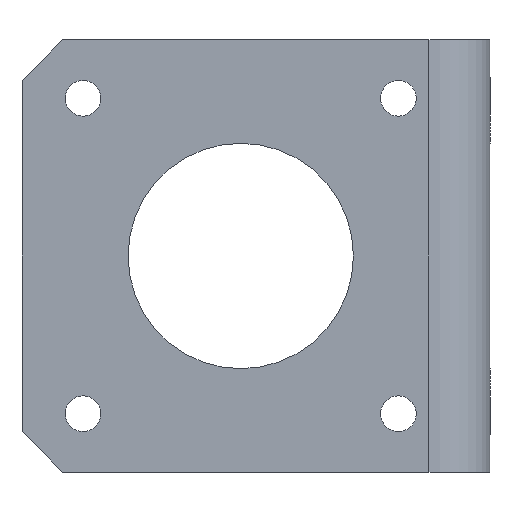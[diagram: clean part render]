
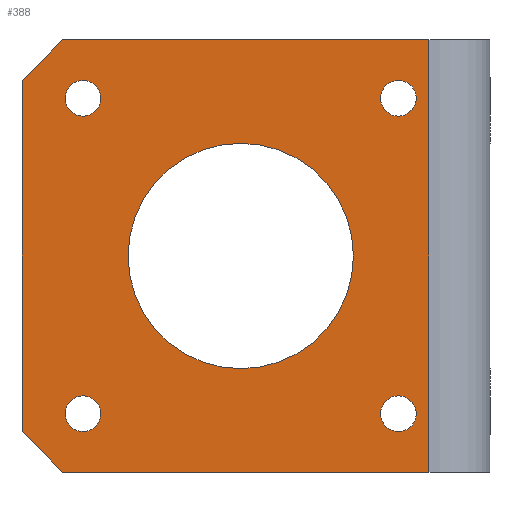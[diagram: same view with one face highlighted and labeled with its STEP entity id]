
A CAD part, front view. The second image highlights one B-rep face of the part: STEP entity #388.
In plain terms, the highlighted planar face has unit normal (0, -1, 0).
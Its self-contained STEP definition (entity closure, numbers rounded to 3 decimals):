
#26=FACE_BOUND('',#93,.T.);
#27=FACE_BOUND('',#94,.T.);
#28=FACE_BOUND('',#95,.T.);
#29=FACE_BOUND('',#96,.T.);
#30=FACE_BOUND('',#97,.T.);
#49=CIRCLE('',#414,11.075);
#50=CIRCLE('',#415,1.75);
#51=CIRCLE('',#416,1.75);
#52=CIRCLE('',#417,1.75);
#53=CIRCLE('',#418,1.75);
#71=FACE_OUTER_BOUND('',#92,.T.);
#92=EDGE_LOOP('',(#288,#289,#290,#291,#292,#293));
#93=EDGE_LOOP('',(#294));
#94=EDGE_LOOP('',(#295));
#95=EDGE_LOOP('',(#296));
#96=EDGE_LOOP('',(#297));
#97=EDGE_LOOP('',(#298));
#134=LINE('',#576,#162);
#136=LINE('',#580,#164);
#141=LINE('',#594,#169);
#142=LINE('',#596,#170);
#143=LINE('',#598,#171);
#144=LINE('',#599,#172);
#162=VECTOR('',#458,5.657);
#164=VECTOR('',#462,36.);
#169=VECTOR('',#473,34.5);
#170=VECTOR('',#474,5.657);
#171=VECTOR('',#475,36.);
#172=VECTOR('',#476,42.5);
#190=VERTEX_POINT('',#573);
#191=VERTEX_POINT('',#575);
#192=VERTEX_POINT('',#579);
#198=VERTEX_POINT('',#593);
#199=VERTEX_POINT('',#595);
#200=VERTEX_POINT('',#597);
#201=VERTEX_POINT('',#600);
#202=VERTEX_POINT('',#602);
#203=VERTEX_POINT('',#604);
#204=VERTEX_POINT('',#606);
#205=VERTEX_POINT('',#608);
#228=EDGE_CURVE('',#190,#191,#134,.T.);
#230=EDGE_CURVE('',#192,#191,#136,.T.);
#237=EDGE_CURVE('',#190,#198,#141,.T.);
#238=EDGE_CURVE('',#199,#198,#142,.T.);
#239=EDGE_CURVE('',#199,#200,#143,.T.);
#240=EDGE_CURVE('',#192,#200,#144,.T.);
#241=EDGE_CURVE('',#201,#201,#49,.T.);
#242=EDGE_CURVE('',#202,#202,#50,.T.);
#243=EDGE_CURVE('',#203,#203,#51,.T.);
#244=EDGE_CURVE('',#204,#204,#52,.T.);
#245=EDGE_CURVE('',#205,#205,#53,.T.);
#288=ORIENTED_EDGE('',*,*,#228,.F.);
#289=ORIENTED_EDGE('',*,*,#237,.T.);
#290=ORIENTED_EDGE('',*,*,#238,.F.);
#291=ORIENTED_EDGE('',*,*,#239,.T.);
#292=ORIENTED_EDGE('',*,*,#240,.F.);
#293=ORIENTED_EDGE('',*,*,#230,.T.);
#294=ORIENTED_EDGE('',*,*,#241,.T.);
#295=ORIENTED_EDGE('',*,*,#242,.T.);
#296=ORIENTED_EDGE('',*,*,#243,.T.);
#297=ORIENTED_EDGE('',*,*,#244,.T.);
#298=ORIENTED_EDGE('',*,*,#245,.T.);
#378=PLANE('',#413);
#388=ADVANCED_FACE('',(#71,#26,#27,#28,#29,#30),#378,.T.);
#413=AXIS2_PLACEMENT_3D('',#592,#471,#472);
#414=AXIS2_PLACEMENT_3D('',#601,#477,#478);
#415=AXIS2_PLACEMENT_3D('',#603,#479,#480);
#416=AXIS2_PLACEMENT_3D('',#605,#481,#482);
#417=AXIS2_PLACEMENT_3D('',#607,#483,#484);
#418=AXIS2_PLACEMENT_3D('',#609,#485,#486);
#458=DIRECTION('',(0.707,0.,0.707));
#462=DIRECTION('',(-1.,0.,0.));
#471=DIRECTION('center_axis',(0.,-1.,0.));
#472=DIRECTION('ref_axis',(0.,0.,-1.));
#473=DIRECTION('',(0.,0.,-1.));
#474=DIRECTION('',(-0.707,0.,0.707));
#475=DIRECTION('',(1.,0.,0.));
#476=DIRECTION('',(0.,0.,-1.));
#477=DIRECTION('center_axis',(0.,1.,0.));
#478=DIRECTION('ref_axis',(-1.,0.,0.));
#479=DIRECTION('center_axis',(0.,1.,0.));
#480=DIRECTION('ref_axis',(1.,0.,0.));
#481=DIRECTION('center_axis',(0.,1.,0.));
#482=DIRECTION('ref_axis',(1.,0.,0.));
#483=DIRECTION('center_axis',(0.,1.,0.));
#484=DIRECTION('ref_axis',(1.,0.,0.));
#485=DIRECTION('center_axis',(0.,1.,0.));
#486=DIRECTION('ref_axis',(1.,0.,0.));
#573=CARTESIAN_POINT('',(-44.484,22.94,17.25));
#575=CARTESIAN_POINT('',(-40.484,22.94,21.25));
#576=CARTESIAN_POINT('',(-36.297,22.94,25.438));
#579=CARTESIAN_POINT('',(-4.484,22.94,21.25));
#580=CARTESIAN_POINT('',(1.516,22.94,21.25));
#592=CARTESIAN_POINT('Origin',(1.516,22.94,0.));
#593=CARTESIAN_POINT('',(-44.484,22.94,-17.25));
#594=CARTESIAN_POINT('',(-44.484,22.94,0.));
#595=CARTESIAN_POINT('',(-40.484,22.94,-21.25));
#596=CARTESIAN_POINT('',(-36.297,22.94,-25.438));
#597=CARTESIAN_POINT('',(-4.484,22.94,-21.25));
#598=CARTESIAN_POINT('',(1.516,22.94,-21.25));
#599=CARTESIAN_POINT('',(-4.484,22.94,0.));
#600=CARTESIAN_POINT('',(-11.909,22.94,0.));
#601=CARTESIAN_POINT('Origin',(-22.984,22.94,0.));
#602=CARTESIAN_POINT('',(-5.734,22.94,15.5));
#603=CARTESIAN_POINT('Origin',(-7.484,22.94,15.5));
#604=CARTESIAN_POINT('',(-36.734,22.94,15.5));
#605=CARTESIAN_POINT('Origin',(-38.484,22.94,15.5));
#606=CARTESIAN_POINT('',(-36.734,22.94,-15.5));
#607=CARTESIAN_POINT('Origin',(-38.484,22.94,-15.5));
#608=CARTESIAN_POINT('',(-5.734,22.94,-15.5));
#609=CARTESIAN_POINT('Origin',(-7.484,22.94,-15.5));
